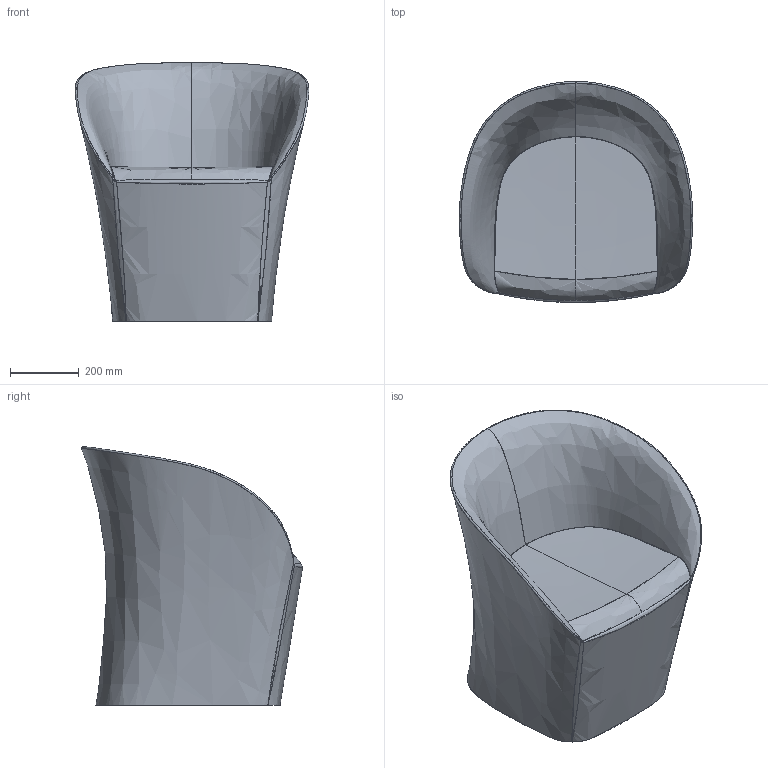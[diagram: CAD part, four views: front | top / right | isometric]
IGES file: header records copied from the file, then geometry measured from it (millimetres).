
Global section: file name: 64HMADDY PER RENDERING.igs; native system: Rhinoceros ( Mar  9 2011 ); preprocessor: Trout Lake IGES 012 Mar  9 2011; date: 120110.140853; units: millimetre
Bounding box: 678.48 x 641.94 x 752.42 mm (x, y, z)
Surface area: 2927860.5 mm2 (no closed solid volume)
Topology: 0 solids, 0 shells, 41 faces, 3286 edges, 3280 vertices
Faces by surface type: bspline 41
